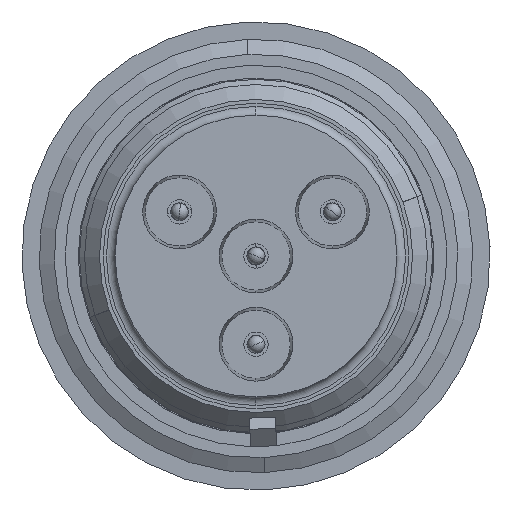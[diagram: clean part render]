
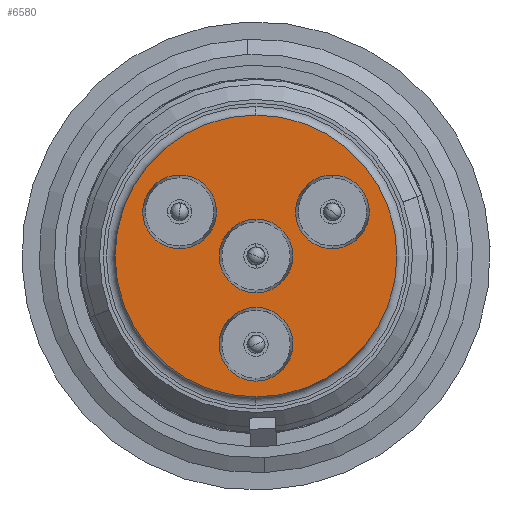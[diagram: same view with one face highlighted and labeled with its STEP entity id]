
A CAD part, front view. The second image highlights one B-rep face of the part: STEP entity #6580.
In plain terms, the highlighted planar face has unit normal (0, -1, 0).
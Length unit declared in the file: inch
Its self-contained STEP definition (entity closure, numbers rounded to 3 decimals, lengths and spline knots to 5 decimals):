
#15 = CIRCLE ( 'NONE', #337, 0.085 ) ;
#114 = AXIS2_PLACEMENT_3D ( 'NONE', #6897, #6898, #6899 ) ;
#156 = AXIS2_PLACEMENT_3D ( 'NONE', #6939, #6940, #6941 ) ;
#181 = CIRCLE ( 'NONE', #235, 0.325 ) ;
#225 = AXIS2_PLACEMENT_3D ( 'NONE', #6909, #6910, #6911 ) ;
#235 = AXIS2_PLACEMENT_3D ( 'NONE', #6878, #6879, #6880 ) ;
#303 = CIRCLE ( 'NONE', #225, 0.085 ) ;
#312 = CIRCLE ( 'NONE', #156, 0.085 ) ;
#337 = AXIS2_PLACEMENT_3D ( 'NONE', #6924, #6925, #6926 ) ;
#386 = CIRCLE ( 'NONE', #114, 0.085 ) ;
#897 = CARTESIAN_POINT ( 'NONE',  ( 0.17624, -0.75021, 0.10175 ) ) ;
#898 = DIRECTION ( 'NONE',  ( 0., -1., 0. ) ) ;
#899 = DIRECTION ( 'NONE',  ( 0., 0., -1. ) ) ;
#2062 = CARTESIAN_POINT ( 'NONE',  ( -0.17624, -0.75021, 0.10175 ) ) ;
#2063 = DIRECTION ( 'NONE',  ( 0., -1., 0. ) ) ;
#2064 = DIRECTION ( 'NONE',  ( 0., 0., -1. ) ) ;
#2309 = VERTEX_POINT ( 'NONE', #5206 ) ;
#2313 = VERTEX_POINT ( 'NONE', #2765 ) ;
#2394 = VERTEX_POINT ( 'NONE', #2849 ) ;
#2396 = VERTEX_POINT ( 'NONE', #2851 ) ;
#2617 = EDGE_CURVE ( 'NONE', #4900, #2394, #181, .T. ) ;
#2624 = EDGE_CURVE ( 'NONE', #2762, #2396, #386, .T. ) ;
#2628 = EDGE_CURVE ( 'NONE', #4879, #4881, #303, .T. ) ;
#2633 = EDGE_CURVE ( 'NONE', #4846, #4877, #15, .T. ) ;
#2638 = EDGE_CURVE ( 'NONE', #2313, #2309, #312, .T. ) ;
#2762 = VERTEX_POINT ( 'NONE', #7460 ) ;
#2765 = CARTESIAN_POINT ( 'NONE',  ( 0.17624, -0.75021, 0.18675 ) ) ;
#2849 = CARTESIAN_POINT ( 'NONE',  ( 0., -0.75021, -0.325 ) ) ;
#2851 = CARTESIAN_POINT ( 'NONE',  ( -0.17624, -0.75021, 0.01675 ) ) ;
#2892 = AXIS2_PLACEMENT_3D ( 'NONE', #3940, #3941, #3942 ) ;
#2900 = CIRCLE ( 'NONE', #2892, 0.325 ) ;
#2994 = AXIS2_PLACEMENT_3D ( 'NONE', #4242, #4243, #4244 ) ;
#3048 = CIRCLE ( 'NONE', #2994, 0.085 ) ;
#3180 = AXIS2_PLACEMENT_3D ( 'NONE', #4173, #4176, #4177 ) ;
#3258 = CIRCLE ( 'NONE', #3263, 0.085 ) ;
#3263 = AXIS2_PLACEMENT_3D ( 'NONE', #4329, #4330, #4331 ) ;
#3349 = AXIS2_PLACEMENT_3D ( 'NONE', #2062, #2063, #2064 ) ;
#3354 = CIRCLE ( 'NONE', #3349, 0.085 ) ;
#3603 = CIRCLE ( 'NONE', #3606, 0.085 ) ;
#3606 = AXIS2_PLACEMENT_3D ( 'NONE', #897, #898, #899 ) ;
#3940 = CARTESIAN_POINT ( 'NONE',  ( 0., -0.75021, 0. ) ) ;
#3941 = DIRECTION ( 'NONE',  ( 0., 1., 0. ) ) ;
#3942 = DIRECTION ( 'NONE',  ( 0., 0., 1. ) ) ;
#4167 = PLANE ( 'NONE',  #3180 ) ;
#4169 = FACE_OUTER_BOUND ( 'NONE', #4538, .T. ) ;
#4170 = FACE_BOUND ( 'NONE', #4536, .T. ) ;
#4172 = FACE_BOUND ( 'NONE', #4539, .T. ) ;
#4173 = CARTESIAN_POINT ( 'NONE',  ( -0.325, -0.75021, 0. ) ) ;
#4174 = FACE_BOUND ( 'NONE', #4540, .T. ) ;
#4175 = FACE_BOUND ( 'NONE', #7143, .T. ) ;
#4176 = DIRECTION ( 'NONE',  ( 0., -1., 0. ) ) ;
#4177 = DIRECTION ( 'NONE',  ( 0., 0., -1. ) ) ;
#4242 = CARTESIAN_POINT ( 'NONE',  ( 0., -0.75021, 0. ) ) ;
#4243 = DIRECTION ( 'NONE',  ( 0., -1., 0. ) ) ;
#4244 = DIRECTION ( 'NONE',  ( 0., 0., -1. ) ) ;
#4329 = CARTESIAN_POINT ( 'NONE',  ( 0., -0.75021, -0.2035 ) ) ;
#4330 = DIRECTION ( 'NONE',  ( 0., -1., 0. ) ) ;
#4331 = DIRECTION ( 'NONE',  ( 0., 0., -1. ) ) ;
#4536 = EDGE_LOOP ( 'NONE', ( #5456, #5418 ) ) ;
#4538 = EDGE_LOOP ( 'NONE', ( #5734, #5909 ) ) ;
#4539 = EDGE_LOOP ( 'NONE', ( #5741, #5762 ) ) ;
#4540 = EDGE_LOOP ( 'NONE', ( #5839, #5469 ) ) ;
#4846 = VERTEX_POINT ( 'NONE', #7480 ) ;
#4877 = VERTEX_POINT ( 'NONE', #7511 ) ;
#4879 = VERTEX_POINT ( 'NONE', #7513 ) ;
#4881 = VERTEX_POINT ( 'NONE', #7515 ) ;
#4900 = VERTEX_POINT ( 'NONE', #7534 ) ;
#5206 = CARTESIAN_POINT ( 'NONE',  ( 0.17624, -0.75021, 0.01675 ) ) ;
#5418 = ORIENTED_EDGE ( 'NONE', *, *, #2624, .F. ) ;
#5456 = ORIENTED_EDGE ( 'NONE', *, *, #6311, .F. ) ;
#5469 = ORIENTED_EDGE ( 'NONE', *, *, #2633, .F. ) ;
#5734 = ORIENTED_EDGE ( 'NONE', *, *, #2617, .F. ) ;
#5741 = ORIENTED_EDGE ( 'NONE', *, *, #6620, .F. ) ;
#5762 = ORIENTED_EDGE ( 'NONE', *, *, #2628, .F. ) ;
#5839 = ORIENTED_EDGE ( 'NONE', *, *, #6599, .F. ) ;
#5856 = ORIENTED_EDGE ( 'NONE', *, *, #2638, .F. ) ;
#5870 = ORIENTED_EDGE ( 'NONE', *, *, #6712, .F. ) ;
#5909 = ORIENTED_EDGE ( 'NONE', *, *, #6516, .F. ) ;
#6311 = EDGE_CURVE ( 'NONE', #2396, #2762, #3354, .T. ) ;
#6516 = EDGE_CURVE ( 'NONE', #2394, #4900, #2900, .T. ) ;
#6580 = ADVANCED_FACE ( 'NONE', ( #4170, #4172, #4174, #4175, #4169 ), #4167, .T. ) ;
#6599 = EDGE_CURVE ( 'NONE', #4877, #4846, #3048, .T. ) ;
#6620 = EDGE_CURVE ( 'NONE', #4881, #4879, #3258, .T. ) ;
#6712 = EDGE_CURVE ( 'NONE', #2309, #2313, #3603, .T. ) ;
#6878 = CARTESIAN_POINT ( 'NONE',  ( 0., -0.75021, 0. ) ) ;
#6879 = DIRECTION ( 'NONE',  ( 0., 1., 0. ) ) ;
#6880 = DIRECTION ( 'NONE',  ( 0., 0., 1. ) ) ;
#6897 = CARTESIAN_POINT ( 'NONE',  ( -0.17624, -0.75021, 0.10175 ) ) ;
#6898 = DIRECTION ( 'NONE',  ( 0., -1., 0. ) ) ;
#6899 = DIRECTION ( 'NONE',  ( 0., 0., -1. ) ) ;
#6909 = CARTESIAN_POINT ( 'NONE',  ( 0., -0.75021, -0.2035 ) ) ;
#6910 = DIRECTION ( 'NONE',  ( 0., -1., 0. ) ) ;
#6911 = DIRECTION ( 'NONE',  ( 0., 0., -1. ) ) ;
#6924 = CARTESIAN_POINT ( 'NONE',  ( 0., -0.75021, 0. ) ) ;
#6925 = DIRECTION ( 'NONE',  ( 0., -1., 0. ) ) ;
#6926 = DIRECTION ( 'NONE',  ( 0., 0., -1. ) ) ;
#6939 = CARTESIAN_POINT ( 'NONE',  ( 0.17624, -0.75021, 0.10175 ) ) ;
#6940 = DIRECTION ( 'NONE',  ( 0., -1., 0. ) ) ;
#6941 = DIRECTION ( 'NONE',  ( 0., 0., -1. ) ) ;
#7143 = EDGE_LOOP ( 'NONE', ( #5870, #5856 ) ) ;
#7460 = CARTESIAN_POINT ( 'NONE',  ( -0.17624, -0.75021, 0.18675 ) ) ;
#7480 = CARTESIAN_POINT ( 'NONE',  ( 0., -0.75021, 0.085 ) ) ;
#7511 = CARTESIAN_POINT ( 'NONE',  ( 0., -0.75021, -0.085 ) ) ;
#7513 = CARTESIAN_POINT ( 'NONE',  ( 0., -0.75021, -0.1185 ) ) ;
#7515 = CARTESIAN_POINT ( 'NONE',  ( 0., -0.75021, -0.2885 ) ) ;
#7534 = CARTESIAN_POINT ( 'NONE',  ( 0., -0.75021, 0.325 ) ) ;
